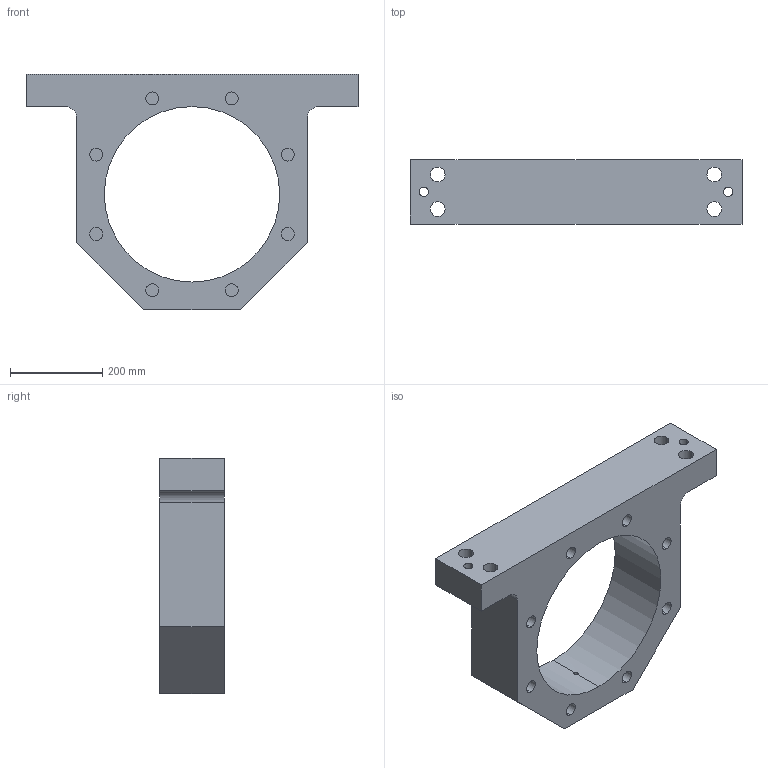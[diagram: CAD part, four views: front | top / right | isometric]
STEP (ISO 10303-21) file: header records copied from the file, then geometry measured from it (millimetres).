
FILE_DESCRIPTION (( 'STEP AP203' ), '1' );
FILE_NAME ('Öá³Ð×ù.STEP', '2021-12-21T05:26:21', ( '' ), ( '' ), 'SwSTEP 2.0', 'SolidWorks 2018', '' );
FILE_SCHEMA (( 'CONFIG_CONTROL_DESIGN' ));
Length unit declared in the file: millimetre
Products named in the file (1): 粣創釱
Bounding box: 720 x 140 x 510 mm (x, y, z)
Volume: 18292306.7 mm3; surface area: 842931.1 mm2
Topology: 1 solids, 1 shells, 93 faces, 213 edges, 142 vertices
Faces by surface type: cylinder 60, plane 33
Entity records: 2854 total; most frequent: CARTESIAN_POINT 517, DIRECTION 515, ORIENTED_EDGE 426, EDGE_CURVE 213, AXIS2_PLACEMENT_3D 212, VERTEX_POINT 142, EDGE_LOOP 129, CIRCLE 118
